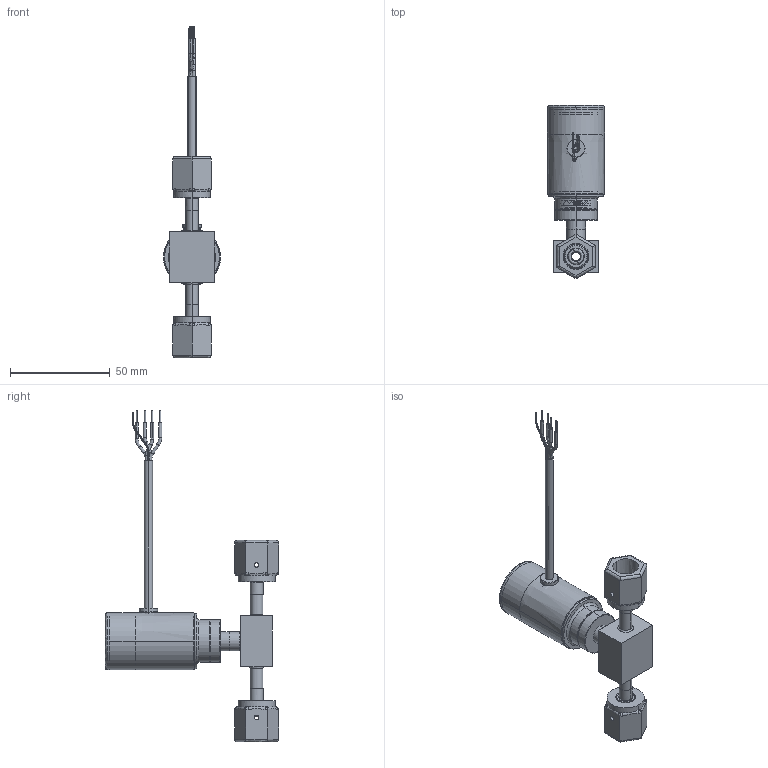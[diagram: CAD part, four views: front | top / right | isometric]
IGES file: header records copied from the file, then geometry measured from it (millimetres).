
Start section: SolidWorks IGES file using analytic representation for surfaces
Global section: file name: GIF-P-SF1.IGS; native system: SolidWorks 2020; preprocessor: SolidWorks 2020; author: CFehr; date: 201007.130359; units: inch
Bounding box: 28.57 x 86.65 x 166.05 mm (x, y, z)
Volume: 31394.9 mm3; surface area: 32250.2 mm2
Topology: 20 solids, 20 shells, 1001 faces, 2455 edges, 1606 vertices
Faces by surface type: plane 513, revolution 281, bspline 207
